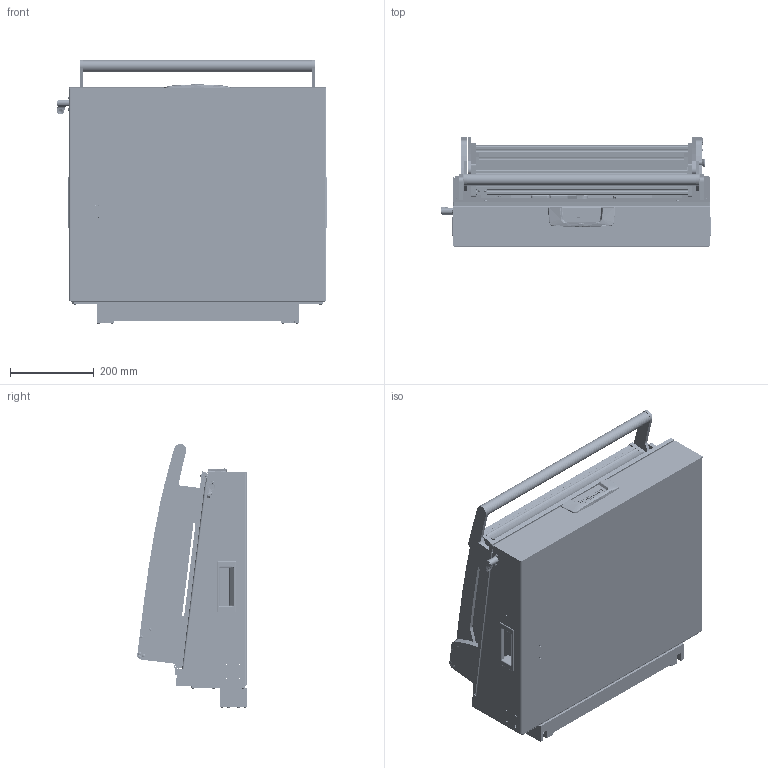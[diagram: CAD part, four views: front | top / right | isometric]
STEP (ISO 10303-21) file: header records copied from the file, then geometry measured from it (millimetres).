
FILE_DESCRIPTION (( 'STEP AP214' ), '1' );
FILE_NAME ('INGUN_32920.STEP', '2021-03-01T14:16:13', ( '' ), ( '' ), 'SwSTEP 2.0', 'SolidWorks 2018', '' );
FILE_SCHEMA (( 'AUTOMOTIVE_DESIGN' ));
Length unit declared in the file: millimetre
Products named in the file (119): 31788~1_flex <Standard>; K_02037~0_Standard ohne Dyn Punkt<Standard>; ISO7380~n_M04,0x012; 2281~0_180ø<Standard>; 32500~3_KUNDE ohne RW und GF <S>; 31109~0; K_02037~0; 30112~0; 35334~0_S; 21332_02~0; DIN6325~n_04,0m6x014; 47523~0_S; 35097~0; ASR~-a-s-r_拱04,2x07x拌8; 109953~0_KUNDE<S>; 31444~14_KUNDE<S>; DIN912~n_M04,0x020; ISO7380~n_M04,0x010; 30758_02~0_S; DIN6325~n_04,0m6x024; ISO7380~n_M03,0x012; 109128~0_S; ISO7380~n_M05,0x008; 35649~1_S; 109715~0_S; 49317~0; 37790~9_KUNDE<S>; DIN7991~n_M05,0x016; 48726~2_S; 31253~0_S; 53032~0_S; 30955~0_S; 53734~1_KUNDE<S>; 37971~8_S; ISO7380~n_M04,0x020; 29805~4_geschlossen<S>; DIN7991~n_M03,0x016 VA; 110443~0_S; DIN6325~n_02,0m6x020; 32724~1 ...
Assembly tree (266 placements, depth 6):
  INGUN_32920
    32500~3_KUNDE ohne RW und GF <S>
      32504~6_ohne RW und KF <S>
        32333~12
        21332~0_MA 2112<Standard>
          21332_02~0
          21332_01~0
        20902~0
        30758~0_S  x2
          30758_01~0_S
          30758_02~0_S
        53032~0_S
        32171~0_S
        32462~0_S
        29805~4_geschlossen<S>
          110322~4_S
          110705~1_S
          30984~0_S
          110231~1_S
          110443~0_S
          30112~0
          ISO7380~n_M05,0x030
          ISO7380~n_M04,0x008  x2
          DIN914~n_M04,0x05
        35334~0_S
        ISO7380~n_M04,0x012  x4
        DIN7991~n_M05,0x012  x2
        DIN7991~n_M05,0x016
        DIN985-A2~n_M05,0  x3
        8804~0
        DIN125~n_05,3 M05,0 Fase  x2
      37790~9_KUNDE<S>
        109771~0_S
          38001~12
          37968~2_S
          37971~8_S
          37972~6_S
          2281~0_180ø<Standard>  x3
            2281~0
          37188~1_S  x3
          53031~0_S
          35649~1_S
          35651~1_S
          31253~0_S
          30955~0_S
          30915~0
          ASR~-a-s-r_拱04,2x07x拌8  x2
          2528~0  x2
          31109~0
          37973~3_S
          38827~0_S
          31666~1_S
          48727~1_S
            48726~2_S
            DIN6325~n_04,0m6x012
            48565~1_S
            DIN912~n_M04,0x020  x2
            DIN125~n_06,4 M06,0 Fase
            DIN125~n_04,3 M04,0  x2
            49317~0
Bounding box: 647.5 x 262.15 x 632.32 mm (x, y, z)
Volume: 6584196.3 mm3; surface area: 3587102.9 mm2
Topology: 271 solids, 271 shells, 6610 faces, 16443 edges, 10421 vertices
Faces by surface type: cylinder 2900, plane 2327, cone 919, bspline 235, torus 129, sphere 100
Entity records: 137657 total; most frequent: CARTESIAN_POINT 31325, DIRECTION 20810, ORIENTED_EDGE 18924, EDGE_CURVE 9462, AXIS2_PLACEMENT_3D 7918, VERTEX_POINT 6089, LINE 4974, VECTOR 4974
